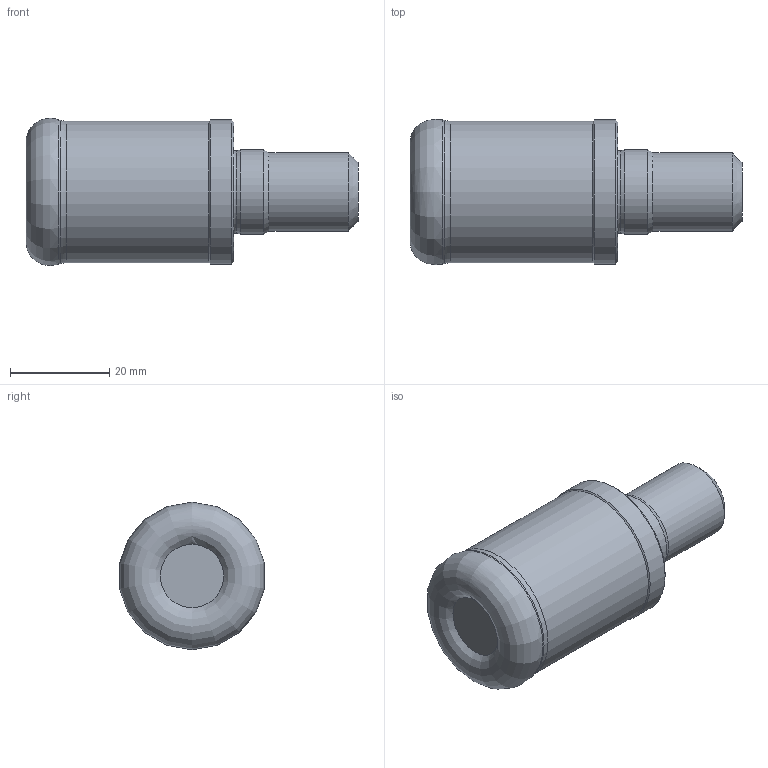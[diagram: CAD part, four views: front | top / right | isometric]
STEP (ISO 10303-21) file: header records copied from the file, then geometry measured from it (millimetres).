
FILE_DESCRIPTION(/* description */ (''),/* implementation_level */ '2;1');
FILE_NAME(/* name */ 'AEMR-RD12T3-D32-M16-L43-Z03-H.stp',/* time_stamp */ '2023-10-21T11:23:18+03:00',/* author */ (''),/* organization */ (''),/* preprocessor_version */ 'ST-DEVELOPER v19.4',/* originating_system */ 'SIEMENS PLM Software NX2306.5001',/* authorisation */ '');
FILE_SCHEMA (('AUTOMOTIVE_DESIGN { 1 0 10303 214 3 1 1 1 }'));
Length unit declared in the file: millimetre
Products named in the file (1): AEMR-RD12T3-D32-M16-L43-Z03-H-LIGHT_x_t_objects
Bounding box: 66.83 x 29.23 x 29.68 mm (x, y, z)
Volume: 31353.5 mm3; surface area: 6130 mm2
Topology: 2 solids, 2 shells, 19 faces, 32 edges, 18 vertices
Faces by surface type: cone 7, cylinder 4, plane 3, bspline 2, torus 2, revolution 1
Full cylindrical faces by diameter (mm): 15.75 x1, 17 x1, 28.5 x1, 29 x1
Entity records: 508 total; most frequent: CARTESIAN_POINT 169, DIRECTION 69, EDGE_LOOP 34, ORIENTED_EDGE 34, AXIS2_PLACEMENT_3D 34, FACE_BOUND 32, ADVANCED_FACE 18, VERTEX_POINT 17
